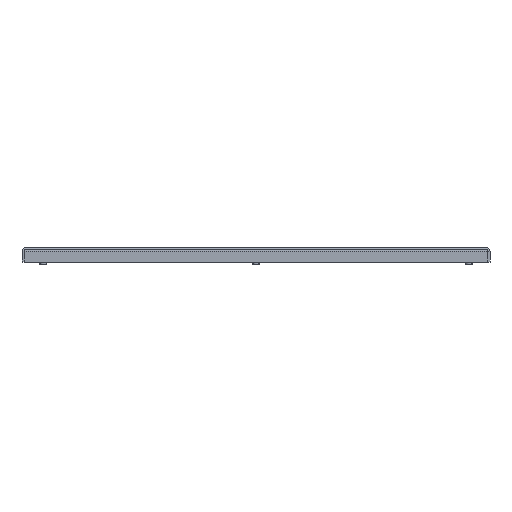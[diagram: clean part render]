
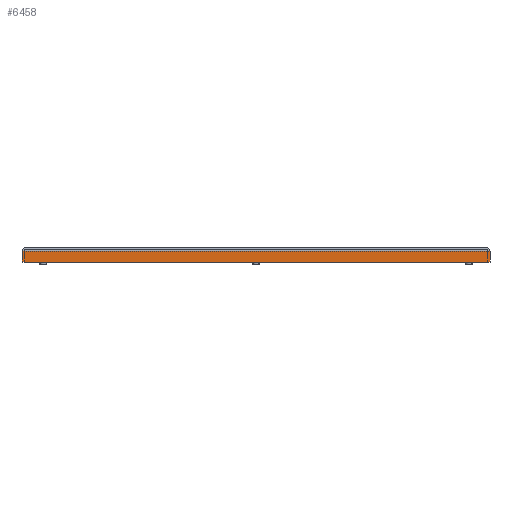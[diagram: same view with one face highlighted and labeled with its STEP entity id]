
A CAD part, front view. The second image highlights one B-rep face of the part: STEP entity #6458.
In plain terms, the highlighted planar face has unit normal (0, -1, 0).
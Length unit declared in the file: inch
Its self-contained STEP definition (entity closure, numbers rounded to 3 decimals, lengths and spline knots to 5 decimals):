
#29 = ORIENTED_EDGE ( 'NONE', *, *, #2093, .T. ) ;
#31 = LINE ( 'NONE', #491, #2637 ) ;
#491 = CARTESIAN_POINT ( 'NONE',  ( -6.75, -9.75, -0.21255 ) ) ;
#495 = EDGE_LOOP ( 'NONE', ( #6501, #29, #5648, #5811 ) ) ;
#994 = DIRECTION ( 'NONE',  ( 1., 0., 0. ) ) ;
#1034 = EDGE_CURVE ( 'NONE', #3070, #4831, #2735, .T. ) ;
#1118 = LINE ( 'NONE', #5231, #3817 ) ;
#2093 = EDGE_CURVE ( 'NONE', #3070, #3270, #5580, .T. ) ;
#2479 = AXIS2_PLACEMENT_3D ( 'NONE', #5990, #3005, #4402 ) ;
#2493 = CARTESIAN_POINT ( 'NONE',  ( -6.75, -9.75, 0.09769 ) ) ;
#2633 = DIRECTION ( 'NONE',  ( 0., 0., -1. ) ) ;
#2637 = VECTOR ( 'NONE', #994, 39.37008 ) ;
#2735 = LINE ( 'NONE', #5299, #3272 ) ;
#2934 = EDGE_CURVE ( 'NONE', #3262, #4831, #31, .T. ) ;
#3005 = DIRECTION ( 'NONE',  ( 0., 1., 0. ) ) ;
#3070 = VERTEX_POINT ( 'NONE', #3209 ) ;
#3139 = CARTESIAN_POINT ( 'NONE',  ( 6.75, -9.75, -0.21255 ) ) ;
#3209 = CARTESIAN_POINT ( 'NONE',  ( 6.75, -9.75, 0.09769 ) ) ;
#3262 = VERTEX_POINT ( 'NONE', #5331 ) ;
#3270 = VERTEX_POINT ( 'NONE', #4839 ) ;
#3272 = VECTOR ( 'NONE', #4242, 39.37008 ) ;
#3525 = EDGE_CURVE ( 'NONE', #3270, #3262, #1118, .T. ) ;
#3713 = VECTOR ( 'NONE', #4452, 39.37008 ) ;
#3817 = VECTOR ( 'NONE', #2633, 39.37008 ) ;
#3901 = FACE_OUTER_BOUND ( 'NONE', #495, .T. ) ;
#4242 = DIRECTION ( 'NONE',  ( 0., 0., -1. ) ) ;
#4402 = DIRECTION ( 'NONE',  ( 0., 0., 1. ) ) ;
#4452 = DIRECTION ( 'NONE',  ( -1., 0., 0. ) ) ;
#4831 = VERTEX_POINT ( 'NONE', #3139 ) ;
#4839 = CARTESIAN_POINT ( 'NONE',  ( -6.75, -9.75, 0.09769 ) ) ;
#5231 = CARTESIAN_POINT ( 'NONE',  ( -6.75, -9.75, 0.2095 ) ) ;
#5299 = CARTESIAN_POINT ( 'NONE',  ( 6.75, -9.75, 0.2095 ) ) ;
#5331 = CARTESIAN_POINT ( 'NONE',  ( -6.75, -9.75, -0.21255 ) ) ;
#5488 = PLANE ( 'NONE',  #2479 ) ;
#5580 = LINE ( 'NONE', #2493, #3713 ) ;
#5648 = ORIENTED_EDGE ( 'NONE', *, *, #3525, .T. ) ;
#5811 = ORIENTED_EDGE ( 'NONE', *, *, #2934, .T. ) ;
#5990 = CARTESIAN_POINT ( 'NONE',  ( -6.75, -9.75, 0.2095 ) ) ;
#6458 = ADVANCED_FACE ( 'NONE', ( #3901 ), #5488, .F. ) ;
#6501 = ORIENTED_EDGE ( 'NONE', *, *, #1034, .F. ) ;
